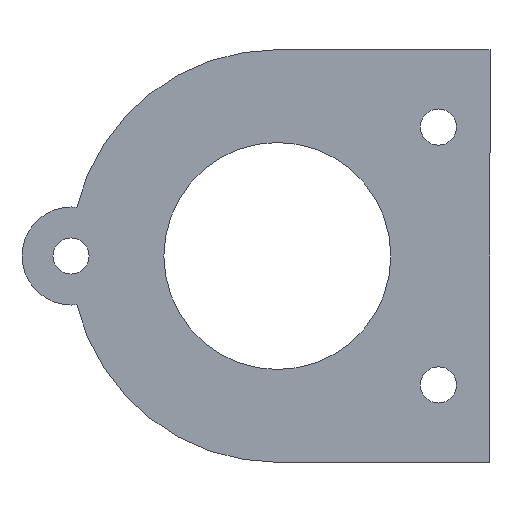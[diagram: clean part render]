
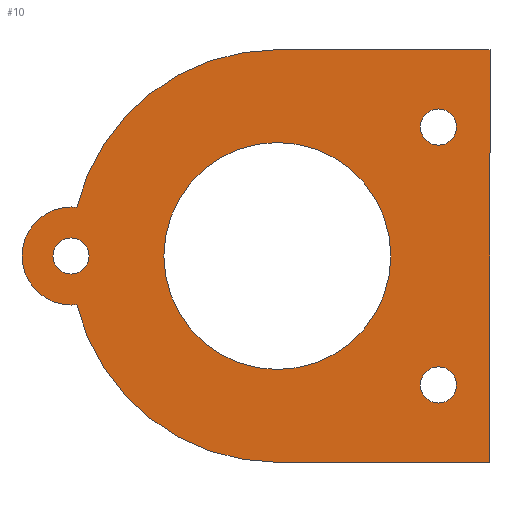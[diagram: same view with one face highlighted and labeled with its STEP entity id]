
A CAD part, left-side view. The second image highlights one B-rep face of the part: STEP entity #10.
In plain terms, the highlighted planar face has unit normal (-1, 0, 0).
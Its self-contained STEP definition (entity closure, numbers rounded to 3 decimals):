
#10 = ADVANCED_FACE ( 'NONE', ( #361, #478, #100, #320, #144 ), #43, .F. ) ;
#15 = VERTEX_POINT ( 'NONE', #417 ) ;
#19 = DIRECTION ( 'NONE',  ( 0., 0., -1. ) ) ;
#20 = AXIS2_PLACEMENT_3D ( 'NONE', #120, #329, #613 ) ;
#21 = DIRECTION ( 'NONE',  ( 1., 0., 0. ) ) ;
#25 = EDGE_CURVE ( 'NONE', #489, #411, #427, .T. ) ;
#28 = AXIS2_PLACEMENT_3D ( 'NONE', #286, #487, #333 ) ;
#31 = ORIENTED_EDGE ( 'NONE', *, *, #377, .T. ) ;
#43 = PLANE ( 'NONE',  #220 ) ;
#57 = DIRECTION ( 'NONE',  ( 0., 0., -1. ) ) ;
#58 = AXIS2_PLACEMENT_3D ( 'NONE', #340, #142, #194 ) ;
#61 = EDGE_CURVE ( 'NONE', #15, #109, #441, .T. ) ;
#64 = EDGE_CURVE ( 'NONE', #86, #238, #557, .T. ) ;
#68 = EDGE_CURVE ( 'NONE', #238, #86, #253, .T. ) ;
#69 = EDGE_LOOP ( 'NONE', ( #397, #290 ) ) ;
#75 = CARTESIAN_POINT ( 'NONE',  ( 0., 19.436, -4.716 ) ) ;
#76 = DIRECTION ( 'NONE',  ( 0., 0., -1. ) ) ;
#80 = CARTESIAN_POINT ( 'NONE',  ( 0., 20., -1.75 ) ) ;
#86 = VERTEX_POINT ( 'NONE', #241 ) ;
#89 = VERTEX_POINT ( 'NONE', #80 ) ;
#90 = DIRECTION ( 'NONE',  ( 0., 0., -1. ) ) ;
#91 = CARTESIAN_POINT ( 'NONE',  ( 0., 19.436, 4.716 ) ) ;
#93 = DIRECTION ( 'NONE',  ( 1., 0., 0. ) ) ;
#94 = DIRECTION ( 'NONE',  ( 1., 0., 0. ) ) ;
#100 = FACE_BOUND ( 'NONE', #193, .T. ) ;
#101 = CARTESIAN_POINT ( 'NONE',  ( 0., -15.612, -14.25 ) ) ;
#103 = AXIS2_PLACEMENT_3D ( 'NONE', #233, #611, #166 ) ;
#106 = EDGE_CURVE ( 'NONE', #520, #484, #534, .T. ) ;
#109 = VERTEX_POINT ( 'NONE', #380 ) ;
#114 = VECTOR ( 'NONE', #578, 1000. ) ;
#120 = CARTESIAN_POINT ( 'NONE',  ( 0., -15.612, 12.5 ) ) ;
#123 = CIRCLE ( 'NONE', #215, 1.75 ) ;
#125 = ORIENTED_EDGE ( 'NONE', *, *, #368, .F. ) ;
#126 = DIRECTION ( 'NONE',  ( 0., 0., -1. ) ) ;
#132 = CARTESIAN_POINT ( 'NONE',  ( 0., 0., 0. ) ) ;
#137 = DIRECTION ( 'NONE',  ( 0., 0., -1. ) ) ;
#142 = DIRECTION ( 'NONE',  ( 1., 0., 0. ) ) ;
#144 = FACE_BOUND ( 'NONE', #480, .T. ) ;
#145 = CARTESIAN_POINT ( 'NONE',  ( 0., 20., 0. ) ) ;
#149 = VERTEX_POINT ( 'NONE', #254 ) ;
#159 = AXIS2_PLACEMENT_3D ( 'NONE', #446, #168, #76 ) ;
#160 = ORIENTED_EDGE ( 'NONE', *, *, #623, .F. ) ;
#162 = VERTEX_POINT ( 'NONE', #91 ) ;
#165 = VECTOR ( 'NONE', #19, 1000. ) ;
#166 = DIRECTION ( 'NONE',  ( 0., 0., -1. ) ) ;
#168 = DIRECTION ( 'NONE',  ( 1., 0., 0. ) ) ;
#172 = CARTESIAN_POINT ( 'NONE',  ( 0., -15.612, 12.5 ) ) ;
#174 = EDGE_CURVE ( 'NONE', #528, #282, #627, .T. ) ;
#185 = EDGE_CURVE ( 'NONE', #277, #528, #381, .T. ) ;
#186 = ORIENTED_EDGE ( 'NONE', *, *, #265, .F. ) ;
#190 = CARTESIAN_POINT ( 'NONE',  ( 0., 20., 0. ) ) ;
#193 = EDGE_LOOP ( 'NONE', ( #551, #216 ) ) ;
#194 = DIRECTION ( 'NONE',  ( 0., 0., 1. ) ) ;
#202 = DIRECTION ( 'NONE',  ( 1., 0., 0. ) ) ;
#204 = CARTESIAN_POINT ( 'NONE',  ( 0., -15.612, 14.25 ) ) ;
#213 = CIRCLE ( 'NONE', #621, 1.75 ) ;
#215 = AXIS2_PLACEMENT_3D ( 'NONE', #172, #426, #620 ) ;
#216 = ORIENTED_EDGE ( 'NONE', *, *, #106, .T. ) ;
#220 = AXIS2_PLACEMENT_3D ( 'NONE', #552, #93, #57 ) ;
#224 = CIRCLE ( 'NONE', #103, 1.75 ) ;
#230 = VECTOR ( 'NONE', #618, 1000. ) ;
#231 = ORIENTED_EDGE ( 'NONE', *, *, #325, .F. ) ;
#233 = CARTESIAN_POINT ( 'NONE',  ( 0., 20., 0. ) ) ;
#238 = VERTEX_POINT ( 'NONE', #573 ) ;
#241 = CARTESIAN_POINT ( 'NONE',  ( 0., 0., 11. ) ) ;
#253 = CIRCLE ( 'NONE', #159, 11. ) ;
#254 = CARTESIAN_POINT ( 'NONE',  ( 0., 20., 1.75 ) ) ;
#255 = DIRECTION ( 'NONE',  ( 0., 0., 1. ) ) ;
#265 = EDGE_CURVE ( 'NONE', #109, #277, #600, .T. ) ;
#277 = VERTEX_POINT ( 'NONE', #75 ) ;
#282 = VERTEX_POINT ( 'NONE', #297 ) ;
#283 = CARTESIAN_POINT ( 'NONE',  ( 0., 0., -20. ) ) ;
#284 = CARTESIAN_POINT ( 'NONE',  ( 0., 0., 20. ) ) ;
#286 = CARTESIAN_POINT ( 'NONE',  ( 0., 0., 0. ) ) ;
#287 = ORIENTED_EDGE ( 'NONE', *, *, #602, .F. ) ;
#290 = ORIENTED_EDGE ( 'NONE', *, *, #68, .T. ) ;
#297 = CARTESIAN_POINT ( 'NONE',  ( 0., 20., 4.75 ) ) ;
#306 = CARTESIAN_POINT ( 'NONE',  ( 0., -15.612, -12.5 ) ) ;
#317 = EDGE_CURVE ( 'NONE', #484, #520, #123, .T. ) ;
#320 = FACE_BOUND ( 'NONE', #350, .T. ) ;
#325 = EDGE_CURVE ( 'NONE', #162, #564, #378, .T. ) ;
#329 = DIRECTION ( 'NONE',  ( 1., 0., 0. ) ) ;
#333 = DIRECTION ( 'NONE',  ( 0., 0., -1. ) ) ;
#334 = DIRECTION ( 'NONE',  ( 0., 0., -1. ) ) ;
#335 = DIRECTION ( 'NONE',  ( 1., 0., 0. ) ) ;
#340 = CARTESIAN_POINT ( 'NONE',  ( 0., -15.612, -12.5 ) ) ;
#350 = EDGE_LOOP ( 'NONE', ( #31, #536 ) ) ;
#356 = CIRCLE ( 'NONE', #58, 1.75 ) ;
#359 = AXIS2_PLACEMENT_3D ( 'NONE', #190, #202, #459 ) ;
#361 = FACE_OUTER_BOUND ( 'NONE', #588, .T. ) ;
#368 = EDGE_CURVE ( 'NONE', #564, #493, #509, .T. ) ;
#370 = ORIENTED_EDGE ( 'NONE', *, *, #61, .F. ) ;
#373 = CARTESIAN_POINT ( 'NONE',  ( 0., 20., -4.75 ) ) ;
#377 = EDGE_CURVE ( 'NONE', #411, #489, #356, .T. ) ;
#378 = CIRCLE ( 'NONE', #414, 20. ) ;
#380 = CARTESIAN_POINT ( 'NONE',  ( 0., 0., -20. ) ) ;
#381 = CIRCLE ( 'NONE', #591, 4.75 ) ;
#388 = AXIS2_PLACEMENT_3D ( 'NONE', #132, #21, #334 ) ;
#397 = ORIENTED_EDGE ( 'NONE', *, *, #64, .T. ) ;
#400 = EDGE_CURVE ( 'NONE', #149, #89, #213, .T. ) ;
#403 = CARTESIAN_POINT ( 'NONE',  ( 0., 0., 20. ) ) ;
#409 = CARTESIAN_POINT ( 'NONE',  ( 0., 20., 0. ) ) ;
#411 = VERTEX_POINT ( 'NONE', #585 ) ;
#413 = CIRCLE ( 'NONE', #614, 4.75 ) ;
#414 = AXIS2_PLACEMENT_3D ( 'NONE', #440, #429, #126 ) ;
#416 = ORIENTED_EDGE ( 'NONE', *, *, #566, .T. ) ;
#417 = CARTESIAN_POINT ( 'NONE',  ( 0., -20.612, -20. ) ) ;
#426 = DIRECTION ( 'NONE',  ( 1., 0., 0. ) ) ;
#427 = CIRCLE ( 'NONE', #460, 1.75 ) ;
#429 = DIRECTION ( 'NONE',  ( 1., 0., 0. ) ) ;
#432 = CARTESIAN_POINT ( 'NONE',  ( 0., -15.612, 10.75 ) ) ;
#440 = CARTESIAN_POINT ( 'NONE',  ( 0., 0., 0. ) ) ;
#441 = LINE ( 'NONE', #283, #230 ) ;
#446 = CARTESIAN_POINT ( 'NONE',  ( 0., 0., 0. ) ) ;
#447 = ORIENTED_EDGE ( 'NONE', *, *, #185, .F. ) ;
#453 = ORIENTED_EDGE ( 'NONE', *, *, #174, .F. ) ;
#459 = DIRECTION ( 'NONE',  ( 0., 0., -1. ) ) ;
#460 = AXIS2_PLACEMENT_3D ( 'NONE', #306, #508, #255 ) ;
#478 = FACE_BOUND ( 'NONE', #69, .T. ) ;
#480 = EDGE_LOOP ( 'NONE', ( #579, #416 ) ) ;
#482 = LINE ( 'NONE', #531, #165 ) ;
#484 = VERTEX_POINT ( 'NONE', #204 ) ;
#487 = DIRECTION ( 'NONE',  ( 1., 0., 0. ) ) ;
#489 = VERTEX_POINT ( 'NONE', #101 ) ;
#493 = VERTEX_POINT ( 'NONE', #561 ) ;
#497 = DIRECTION ( 'NONE',  ( 0., 0., -1. ) ) ;
#508 = DIRECTION ( 'NONE',  ( 1., 0., 0. ) ) ;
#509 = LINE ( 'NONE', #403, #114 ) ;
#511 = DIRECTION ( 'NONE',  ( 1., 0., 0. ) ) ;
#520 = VERTEX_POINT ( 'NONE', #432 ) ;
#528 = VERTEX_POINT ( 'NONE', #373 ) ;
#531 = CARTESIAN_POINT ( 'NONE',  ( 0., -20.612, -20. ) ) ;
#534 = CIRCLE ( 'NONE', #20, 1.75 ) ;
#536 = ORIENTED_EDGE ( 'NONE', *, *, #25, .T. ) ;
#551 = ORIENTED_EDGE ( 'NONE', *, *, #317, .T. ) ;
#552 = CARTESIAN_POINT ( 'NONE',  ( 0., 0., 0. ) ) ;
#557 = CIRCLE ( 'NONE', #388, 11. ) ;
#561 = CARTESIAN_POINT ( 'NONE',  ( 0., -20.612, 20. ) ) ;
#564 = VERTEX_POINT ( 'NONE', #284 ) ;
#566 = EDGE_CURVE ( 'NONE', #89, #149, #224, .T. ) ;
#573 = CARTESIAN_POINT ( 'NONE',  ( 0., 0., -11. ) ) ;
#578 = DIRECTION ( 'NONE',  ( 0., -1., 0. ) ) ;
#579 = ORIENTED_EDGE ( 'NONE', *, *, #400, .T. ) ;
#585 = CARTESIAN_POINT ( 'NONE',  ( 0., -15.612, -10.75 ) ) ;
#588 = EDGE_LOOP ( 'NONE', ( #186, #370, #287, #125, #231, #160, #453, #447 ) ) ;
#591 = AXIS2_PLACEMENT_3D ( 'NONE', #409, #511, #137 ) ;
#600 = CIRCLE ( 'NONE', #28, 20. ) ;
#602 = EDGE_CURVE ( 'NONE', #493, #15, #482, .T. ) ;
#611 = DIRECTION ( 'NONE',  ( 1., 0., 0. ) ) ;
#613 = DIRECTION ( 'NONE',  ( 0., 0., -1. ) ) ;
#614 = AXIS2_PLACEMENT_3D ( 'NONE', #628, #335, #497 ) ;
#618 = DIRECTION ( 'NONE',  ( 0., 1., 0. ) ) ;
#620 = DIRECTION ( 'NONE',  ( 0., 0., -1. ) ) ;
#621 = AXIS2_PLACEMENT_3D ( 'NONE', #145, #94, #90 ) ;
#623 = EDGE_CURVE ( 'NONE', #282, #162, #413, .T. ) ;
#627 = CIRCLE ( 'NONE', #359, 4.75 ) ;
#628 = CARTESIAN_POINT ( 'NONE',  ( 0., 20., 0. ) ) ;
